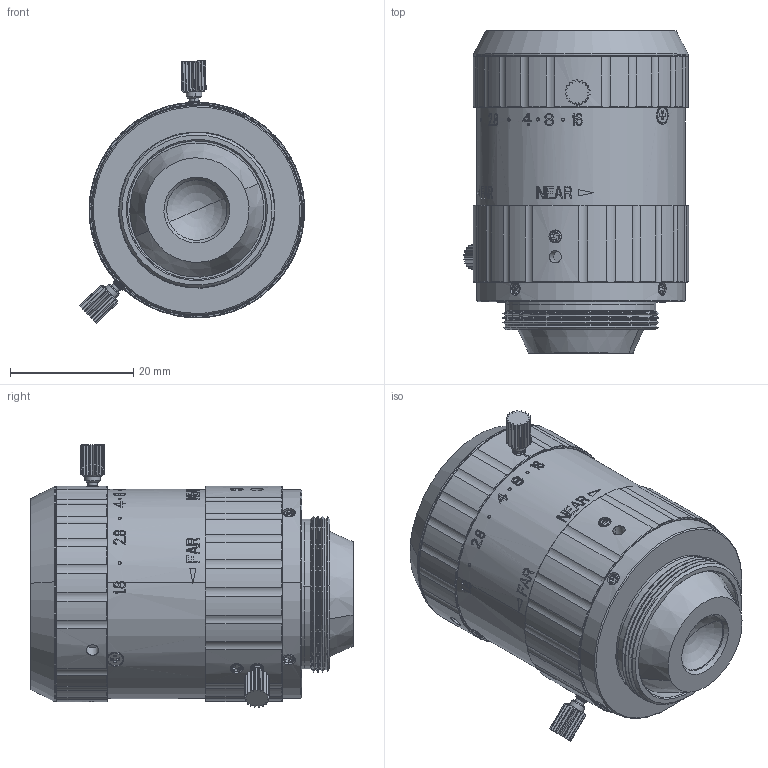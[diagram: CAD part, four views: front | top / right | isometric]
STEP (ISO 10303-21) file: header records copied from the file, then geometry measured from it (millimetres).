
FILE_DESCRIPTION(('FreeCAD Model'),'2;1');
FILE_NAME('Open CASCADE Shape Model','2025-01-21T09:24:17',('Author'),( ''),'Open CASCADE STEP processor 7.8','FreeCAD','Unknown');
FILE_SCHEMA(('AUTOMOTIVE_DESIGN { 1 0 10303 214 1 1 1 1 }'));
Length unit declared in the file: millimetre
Products named in the file (41): VA-LCM-1.3MP-25MM-F1.8-020-SWIR; 200_ASM_17_AF0_ASM; 201_ASM_18_AF0_ASM; 501_12_AF0; 301_2_AF0; 511_1_AF0; 503_8_AF002; 503_8_AF0; 503_8_AF001; 202_ASM_6_AF0_ASM; 502_8_AF0; 309_1_AF0; 522_3_AF0; 522_3_AF1; M14352001_3_AF0; M14352001_3_AF1; 522_3_AF2; 522_3_AF3; M14352001_3_AF2; M14352001_3_AF3; 504_16_AF0; 521_3_AF0; 505_29_AF0; 507_7_AF0; 508_4_AF0; IRF19-531_3_AF0; M14252001_3_AF0; M14252001_3_AF1; M14252001_3_AF2; IRF19-531_3_AF1; M14352001_3_AF4; M14352001_3_AF5; M14352001_3_AF6; M14352001_3_AF7; 522_3_AF4; 522_3_AF5; M14352001_3_AF8; M14352001_3_AF9; M14302503_1_AF0; M14302503_1_AF1 ...
Assembly tree (40 placements, depth 4):
  VA-LCM-1.3MP-25MM-F1.8-020-SWIR
    200_ASM_17_AF0_ASM
      201_ASM_18_AF0_ASM
        501_12_AF0
        301_2_AF0
        511_1_AF0
      503_8_AF002
        503_8_AF0
        503_8_AF001
      202_ASM_6_AF0_ASM
        502_8_AF0
        309_1_AF0
      522_3_AF0
      522_3_AF1
      M14352001_3_AF0
      M14352001_3_AF1
      522_3_AF2
      522_3_AF3
      M14352001_3_AF2
      M14352001_3_AF3
      504_16_AF0
      521_3_AF0
      505_29_AF0
      507_7_AF0
      508_4_AF0
      IRF19-531_3_AF0
      M14252001_3_AF0
      M14252001_3_AF1
      M14252001_3_AF2
      IRF19-531_3_AF1
      M14352001_3_AF4
      M14352001_3_AF5
      M14352001_3_AF6
      M14352001_3_AF7
      522_3_AF4
      522_3_AF5
      M14352001_3_AF8
      M14352001_3_AF9
      M14302503_1_AF0
      M14302503_1_AF1
      509_2_AF0
Bounding box: 36.57 x 52.31 x 42.62 mm (x, y, z)
Volume: 13298 mm3; surface area: 24000.8 mm2
Topology: 36 solids, 36 shells, 2055 faces, 5370 edges, 3466 vertices
Faces by surface type: plane 710, cylinder 496, bspline 465, cone 332, torus 42, extrusion 6, sphere 4
Entity records: 89224 total; most frequent: CARTESIAN_POINT 41730, ORIENTED_EDGE 10728, DIRECTION 8046, EDGE_CURVE 5364, VERTEX_POINT 3466, AXIS2_PLACEMENT_3D 3072, FACE_BOUND 2234, EDGE_LOOP 2234
